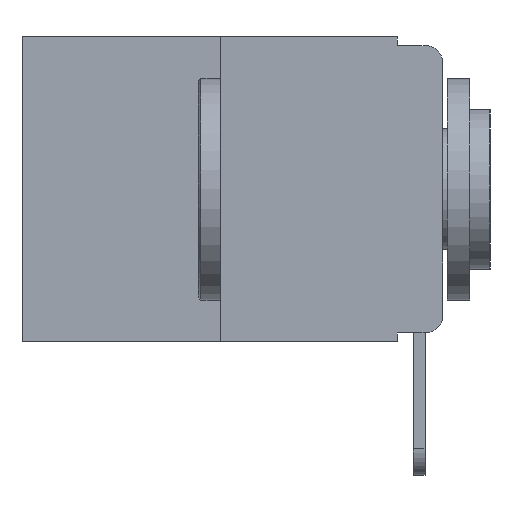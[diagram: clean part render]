
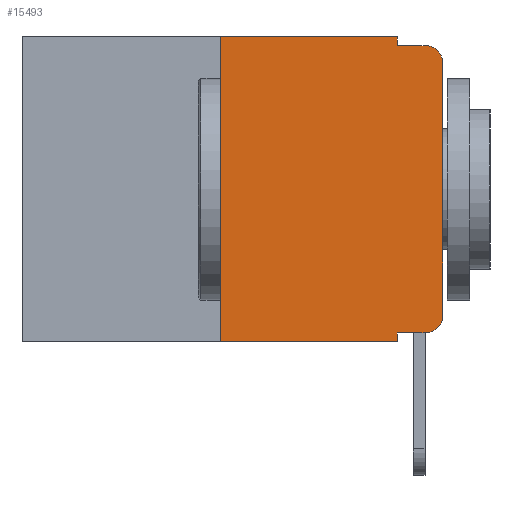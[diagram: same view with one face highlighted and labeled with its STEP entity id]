
A CAD part, left-side view. The second image highlights one B-rep face of the part: STEP entity #15493.
In plain terms, the highlighted planar face has unit normal (-1, 0, 0).
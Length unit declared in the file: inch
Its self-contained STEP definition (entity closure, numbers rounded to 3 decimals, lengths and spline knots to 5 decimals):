
#616 = EDGE_CURVE ( 'NONE', #1845, #12689, #2540, .T. ) ;
#693 = VECTOR ( 'NONE', #16882, 39.37008 ) ;
#837 = LINE ( 'NONE', #15771, #1587 ) ;
#975 = CARTESIAN_POINT ( 'NONE',  ( 0., 0.25, 0. ) ) ;
#1037 = CARTESIAN_POINT ( 'NONE',  ( 0., 0.02, -0.01 ) ) ;
#1062 = DIRECTION ( 'NONE',  ( 0., 0., -1. ) ) ;
#1587 = VECTOR ( 'NONE', #8200, 39.37008 ) ;
#1674 = LINE ( 'NONE', #3240, #9511 ) ;
#1845 = VERTEX_POINT ( 'NONE', #19405 ) ;
#2304 = VERTEX_POINT ( 'NONE', #1037 ) ;
#2339 = ORIENTED_EDGE ( 'NONE', *, *, #15815, .T. ) ;
#2540 = LINE ( 'NONE', #14294, #17810 ) ;
#2732 = LINE ( 'NONE', #14586, #6142 ) ;
#2853 = AXIS2_PLACEMENT_3D ( 'NONE', #6890, #10110, #7082 ) ;
#2859 = CARTESIAN_POINT ( 'NONE',  ( 0., 0.051, -0.333 ) ) ;
#3240 = CARTESIAN_POINT ( 'NONE',  ( 0., 0.25, 0. ) ) ;
#3367 = CIRCLE ( 'NONE', #14653, 0.02 ) ;
#3507 = DIRECTION ( 'NONE',  ( 0., 0., 1. ) ) ;
#3528 = DIRECTION ( 'NONE',  ( -1., 0., 0. ) ) ;
#3655 = DIRECTION ( 'NONE',  ( 0., 0., -1. ) ) ;
#4129 = CIRCLE ( 'NONE', #10983, 0.02 ) ;
#4353 = CARTESIAN_POINT ( 'NONE',  ( 0., 0.051, -0.343 ) ) ;
#4399 = FACE_OUTER_BOUND ( 'NONE', #10723, .T. ) ;
#5143 = LINE ( 'NONE', #14657, #13234 ) ;
#5590 = EDGE_CURVE ( 'NONE', #12762, #12689, #16302, .T. ) ;
#5667 = CARTESIAN_POINT ( 'NONE',  ( 0., 0.051, 0. ) ) ;
#5867 = LINE ( 'NONE', #9229, #693 ) ;
#6032 = VERTEX_POINT ( 'NONE', #5667 ) ;
#6142 = VECTOR ( 'NONE', #13056, 39.37008 ) ;
#6200 = VECTOR ( 'NONE', #1062, 39.37008 ) ;
#6210 = CARTESIAN_POINT ( 'NONE',  ( 0., 0.02, -0.333 ) ) ;
#6325 = CARTESIAN_POINT ( 'NONE',  ( 0., 0.02, -0.03 ) ) ;
#6407 = VERTEX_POINT ( 'NONE', #6210 ) ;
#6475 = ORIENTED_EDGE ( 'NONE', *, *, #7571, .F. ) ;
#6890 = CARTESIAN_POINT ( 'NONE',  ( 0., 0.473, 0. ) ) ;
#6895 = VERTEX_POINT ( 'NONE', #13678 ) ;
#7082 = DIRECTION ( 'NONE',  ( 0., 0., -1. ) ) ;
#7225 = VERTEX_POINT ( 'NONE', #14357 ) ;
#7571 = EDGE_CURVE ( 'NONE', #12506, #6032, #5867, .T. ) ;
#8200 = DIRECTION ( 'NONE',  ( 0., -1., 0. ) ) ;
#8990 = ORIENTED_EDGE ( 'NONE', *, *, #5590, .F. ) ;
#9229 = CARTESIAN_POINT ( 'NONE',  ( 0., 0.473, 0. ) ) ;
#9354 = EDGE_CURVE ( 'NONE', #16436, #6895, #2732, .T. ) ;
#9475 = CARTESIAN_POINT ( 'NONE',  ( 0., 0.02, -0.313 ) ) ;
#9511 = VECTOR ( 'NONE', #3507, 39.37008 ) ;
#10110 = DIRECTION ( 'NONE',  ( 1., 0., 0. ) ) ;
#10170 = PLANE ( 'NONE',  #2853 ) ;
#10723 = EDGE_LOOP ( 'NONE', ( #11257, #12950, #13841, #11511, #6475, #17010, #12673, #8990, #16879, #2339 ) ) ;
#10983 = AXIS2_PLACEMENT_3D ( 'NONE', #9475, #17335, #15852 ) ;
#11104 = CARTESIAN_POINT ( 'NONE',  ( 0., 0., -0.313 ) ) ;
#11257 = ORIENTED_EDGE ( 'NONE', *, *, #9354, .T. ) ;
#11511 = ORIENTED_EDGE ( 'NONE', *, *, #13879, .F. ) ;
#11715 = EDGE_CURVE ( 'NONE', #6895, #2304, #3367, .T. ) ;
#12226 = EDGE_CURVE ( 'NONE', #12762, #6407, #837, .T. ) ;
#12506 = VERTEX_POINT ( 'NONE', #975 ) ;
#12673 = ORIENTED_EDGE ( 'NONE', *, *, #616, .T. ) ;
#12689 = VERTEX_POINT ( 'NONE', #4353 ) ;
#12762 = VERTEX_POINT ( 'NONE', #2859 ) ;
#12950 = ORIENTED_EDGE ( 'NONE', *, *, #11715, .T. ) ;
#13056 = DIRECTION ( 'NONE',  ( 0., 0., 1. ) ) ;
#13234 = VECTOR ( 'NONE', #19351, 39.37008 ) ;
#13678 = CARTESIAN_POINT ( 'NONE',  ( 0., 0., -0.03 ) ) ;
#13830 = VECTOR ( 'NONE', #16962, 39.37008 ) ;
#13841 = ORIENTED_EDGE ( 'NONE', *, *, #15420, .F. ) ;
#13879 = EDGE_CURVE ( 'NONE', #6032, #7225, #18032, .T. ) ;
#14144 = CARTESIAN_POINT ( 'NONE',  ( 0., 0.051, 0. ) ) ;
#14294 = CARTESIAN_POINT ( 'NONE',  ( 0., 0.473, -0.343 ) ) ;
#14357 = CARTESIAN_POINT ( 'NONE',  ( 0., 0.051, -0.01 ) ) ;
#14586 = CARTESIAN_POINT ( 'NONE',  ( 0., 0., 0. ) ) ;
#14653 = AXIS2_PLACEMENT_3D ( 'NONE', #6325, #3528, #3655 ) ;
#14657 = CARTESIAN_POINT ( 'NONE',  ( 0., 0.051, -0.01 ) ) ;
#15420 = EDGE_CURVE ( 'NONE', #7225, #2304, #5143, .T. ) ;
#15493 = ADVANCED_FACE ( 'NONE', ( #4399 ), #10170, .F. ) ;
#15771 = CARTESIAN_POINT ( 'NONE',  ( 0., 0.051, -0.333 ) ) ;
#15815 = EDGE_CURVE ( 'NONE', #6407, #16436, #4129, .T. ) ;
#15852 = DIRECTION ( 'NONE',  ( 0., 0., -1. ) ) ;
#16302 = LINE ( 'NONE', #14144, #6200 ) ;
#16377 = EDGE_CURVE ( 'NONE', #1845, #12506, #1674, .T. ) ;
#16436 = VERTEX_POINT ( 'NONE', #11104 ) ;
#16879 = ORIENTED_EDGE ( 'NONE', *, *, #12226, .T. ) ;
#16882 = DIRECTION ( 'NONE',  ( 0., -1., 0. ) ) ;
#16962 = DIRECTION ( 'NONE',  ( 0., 0., -1. ) ) ;
#17010 = ORIENTED_EDGE ( 'NONE', *, *, #16377, .F. ) ;
#17335 = DIRECTION ( 'NONE',  ( -1., 0., 0. ) ) ;
#17810 = VECTOR ( 'NONE', #19206, 39.37008 ) ;
#18032 = LINE ( 'NONE', #18508, #13830 ) ;
#18508 = CARTESIAN_POINT ( 'NONE',  ( 0., 0.051, 0. ) ) ;
#19206 = DIRECTION ( 'NONE',  ( 0., -1., 0. ) ) ;
#19351 = DIRECTION ( 'NONE',  ( 0., -1., 0. ) ) ;
#19405 = CARTESIAN_POINT ( 'NONE',  ( 0., 0.25, -0.343 ) ) ;
